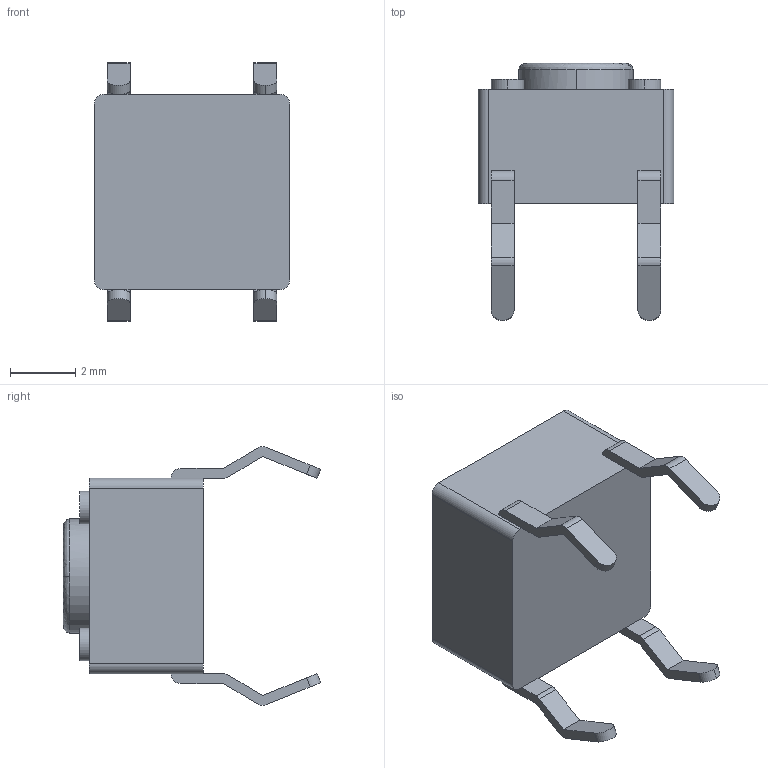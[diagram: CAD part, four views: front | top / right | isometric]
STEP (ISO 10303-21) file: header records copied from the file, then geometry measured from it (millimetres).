
FILE_DESCRIPTION (( 'STEP AP214' ), '1' );
FILE_NAME ('tact_switch_6x6mm3.STEP', '2019-08-12T09:24:39', ( '' ), ( '' ), 'SwSTEP 2.0', 'SolidWorks 2017', '' );
FILE_SCHEMA (( 'AUTOMOTIVE_DESIGN' ));
Length unit declared in the file: millimetre
Products named in the file (1): tact_switch_6x6mm3
Bounding box: 6 x 7.9 x 7.94 mm (x, y, z)
Volume: 137.7 mm3; surface area: 206.1 mm2
Topology: 1 solids, 1 shells, 80 faces, 210 edges, 138 vertices
Faces by surface type: plane 44, cylinder 34, bspline 2
Entity records: 2764 total; most frequent: CARTESIAN_POINT 529, DIRECTION 432, ORIENTED_EDGE 420, EDGE_CURVE 210, AXIS2_PLACEMENT_3D 149, VERTEX_POINT 138, VECTOR 134, LINE 134
